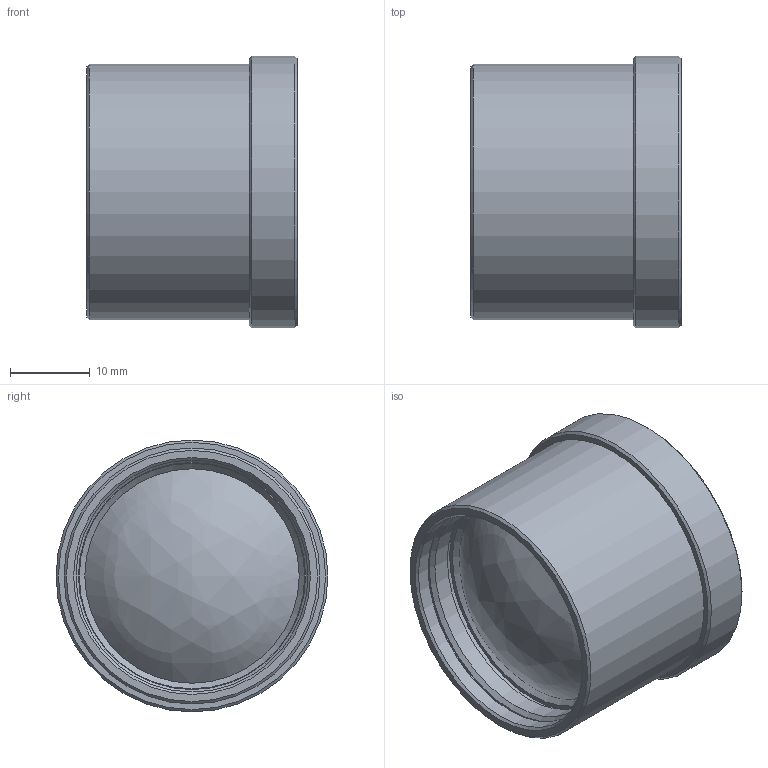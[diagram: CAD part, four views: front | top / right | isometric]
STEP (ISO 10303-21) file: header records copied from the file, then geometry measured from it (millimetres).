
FILE_DESCRIPTION (( 'STEP AP203' ), '1' );
FILE_NAME ('25mm.STEP', '2023-08-22T07:33:00', ( 'Windows User' ), ( 'P R C' ), 'SwSTEP 2.0', 'SolidWorks 2020', '' );
FILE_SCHEMA (( 'CONFIG_CONTROL_DESIGN' ));
Length unit declared in the file: millimetre
Products named in the file (1): 25mm
Bounding box: 26.3 x 34 x 34 mm (x, y, z)
Volume: 18643.7 mm3; surface area: 5307.8 mm2
Topology: 1 solids, 1 shells, 24 faces, 43 edges, 28 vertices
Faces by surface type: cone 8, cylinder 7, plane 7, bspline 2
Full cylindrical faces by diameter (mm): 18 x1, 26.8 x1, 28.398 x1, 28.999 x1, 29.197 x1, 29.798 x1, 31.999 x1
Entity records: 573 total; most frequent: CARTESIAN_POINT 101, DIRECTION 92, EDGE_LOOP 46, ORIENTED_EDGE 46, AXIS2_PLACEMENT_3D 46, FACE_OUTER_BOUND 31, ADVANCED_FACE 24, EDGE_CURVE 23
